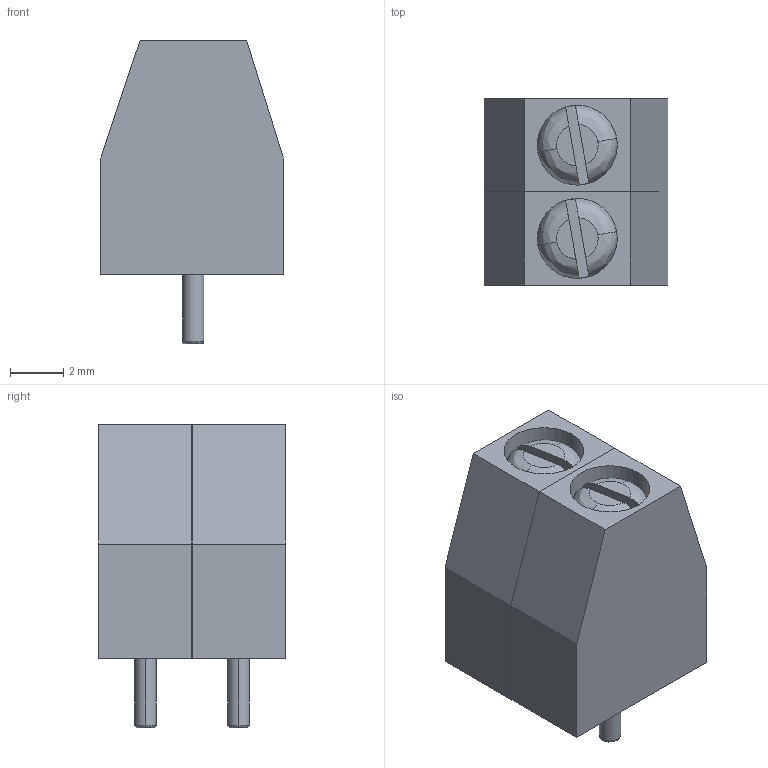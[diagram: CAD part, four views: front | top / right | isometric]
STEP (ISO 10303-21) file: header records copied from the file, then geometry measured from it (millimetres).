
FILE_DESCRIPTION (( 'STEP AP214' ), '1' );
FILE_NAME ('User Library-KF350-2P.STEP', '2019-02-22T17:48:56', ( '' ), ( '' ), 'SwSTEP 2.0', 'SolidWorks 2019', '' );
FILE_SCHEMA (( 'AUTOMOTIVE_DESIGN' ));
Length unit declared in the file: millimetre
Products named in the file (6): User Library-KF350-2P_KF850-1P; User Library-KF350-2P; User Library-KF350-2P_KF850 PIN; User Library-KF350-2P_M2 Screw_91200A100; User Library-KF350-2P_KF850 Body
Assembly tree (8 placements, depth 3):
  User Library-KF350-2P
    User Library-KF350-2P_KF850-1P
      User Library-KF350-2P_KF850 Body
      User Library-KF350-2P_KF850 PIN
      User Library-KF350-2P_M2 Screw_91200A100
    User Library-KF350-2P_KF850-1P
      User Library-KF350-2P_KF850 Body
      User Library-KF350-2P_KF850 PIN
      User Library-KF350-2P_M2 Screw_91200A100
Bounding box: 6.9 x 7 x 11.4 mm (x, y, z)
Volume: 287.4 mm3; surface area: 957.9 mm2
Topology: 8 solids, 8 shells, 152 faces, 382 edges, 250 vertices
Faces by surface type: plane 66, cylinder 64, bspline 18, cone 4
Entity records: 4700 total; most frequent: CARTESIAN_POINT 1971, ORIENTED_EDGE 382, DIRECTION 326, EDGE_CURVE 191, VERTEX_POINT 125, AXIS2_PLACEMENT_3D 117, LINE 92, VECTOR 92
